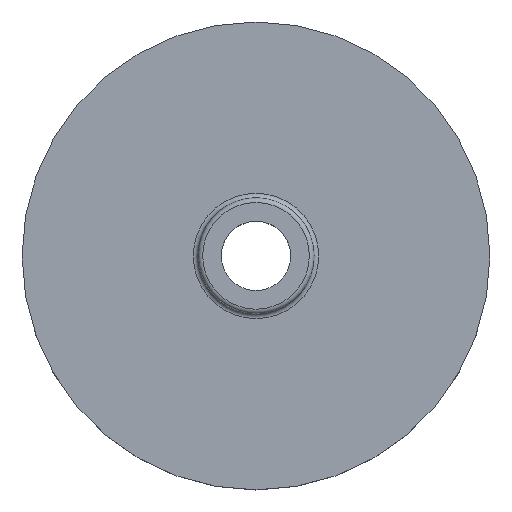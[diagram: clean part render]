
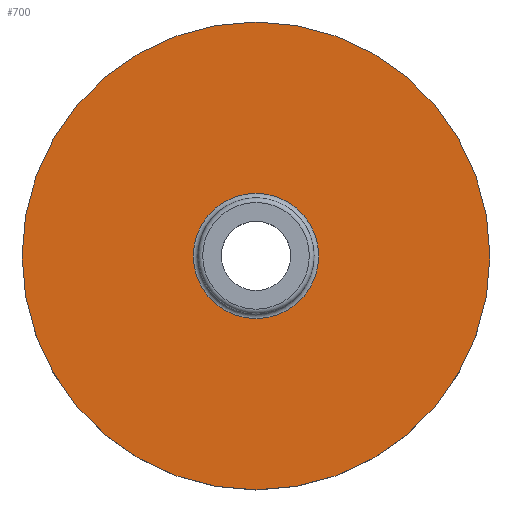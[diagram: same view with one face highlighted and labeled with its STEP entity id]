
A CAD part, top view. The second image highlights one B-rep face of the part: STEP entity #700.
In plain terms, the highlighted planar face has unit normal (0, 0, 1).
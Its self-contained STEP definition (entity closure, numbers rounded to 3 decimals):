
#16=PLANE('',#762);
#39=FACE_BOUND('',#236,.T.);
#193=FACE_OUTER_BOUND('',#235,.T.);
#235=EDGE_LOOP('',(#514));
#236=EDGE_LOOP('',(#515,#516));
#282=CIRCLE('',#760,13.4);
#283=CIRCLE('',#761,13.4);
#284=CIRCLE('',#763,50.);
#323=VERTEX_POINT('',#1204);
#324=VERTEX_POINT('',#1206);
#325=VERTEX_POINT('',#1210);
#398=EDGE_CURVE('',#323,#324,#282,.T.);
#399=EDGE_CURVE('',#324,#323,#283,.T.);
#400=EDGE_CURVE('',#325,#325,#284,.T.);
#514=ORIENTED_EDGE('',*,*,#400,.T.);
#515=ORIENTED_EDGE('',*,*,#399,.F.);
#516=ORIENTED_EDGE('',*,*,#398,.F.);
#700=ADVANCED_FACE('',(#193,#39),#16,.T.);
#760=AXIS2_PLACEMENT_3D('',#1207,#854,#855);
#761=AXIS2_PLACEMENT_3D('',#1208,#856,#857);
#762=AXIS2_PLACEMENT_3D('',#1209,#858,#859);
#763=AXIS2_PLACEMENT_3D('',#1211,#860,#861);
#854=DIRECTION('center_axis',(0.,0.,1.));
#855=DIRECTION('ref_axis',(1.,0.,0.));
#856=DIRECTION('center_axis',(0.,0.,1.));
#857=DIRECTION('ref_axis',(1.,0.,0.));
#858=DIRECTION('center_axis',(0.,0.,1.));
#859=DIRECTION('ref_axis',(1.,0.,0.));
#860=DIRECTION('center_axis',(0.,0.,1.));
#861=DIRECTION('ref_axis',(1.,0.,0.));
#1204=CARTESIAN_POINT('',(13.4,0.,15.));
#1206=CARTESIAN_POINT('',(-13.4,0.,15.));
#1207=CARTESIAN_POINT('Origin',(0.,0.,15.));
#1208=CARTESIAN_POINT('Origin',(0.,0.,15.));
#1209=CARTESIAN_POINT('Origin',(0.,0.,15.));
#1210=CARTESIAN_POINT('',(-50.,0.,15.));
#1211=CARTESIAN_POINT('Origin',(0.,0.,15.));
